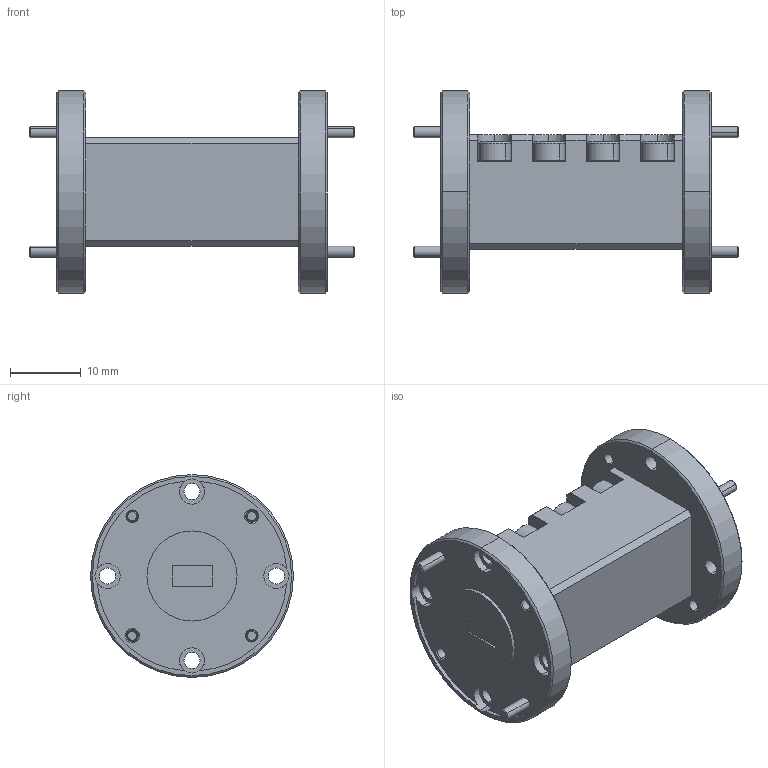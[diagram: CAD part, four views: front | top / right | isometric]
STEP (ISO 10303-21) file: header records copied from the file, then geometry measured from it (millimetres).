
FILE_DESCRIPTION (( 'STEP AP214' ), '1' );
FILE_NAME ('WF-BQ-A.STEP', '2022-09-28T22:09:16', ( '' ), ( '' ), 'SwSTEP 2.0', 'SolidWorks 2021', '' );
FILE_SCHEMA (( 'AUTOMOTIVE_DESIGN' ));
Length unit declared in the file: inch
Products named in the file (1): WF-BQ-A
Bounding box: 45.85 x 28.57 x 28.57 mm (x, y, z)
Volume: 11566.4 mm3; surface area: 6136 mm2
Topology: 13 solids, 13 shells, 398 faces, 876 edges, 528 vertices
Faces by surface type: plane 154, cone 128, cylinder 116
Entity records: 16468 total; most frequent: CARTESIAN_POINT 2147, DIRECTION 1994, ORIENTED_EDGE 1752, EDGE_CURVE 876, AXIS2_PLACEMENT_3D 775, VERTEX_POINT 528, EDGE_LOOP 454, LINE 444
